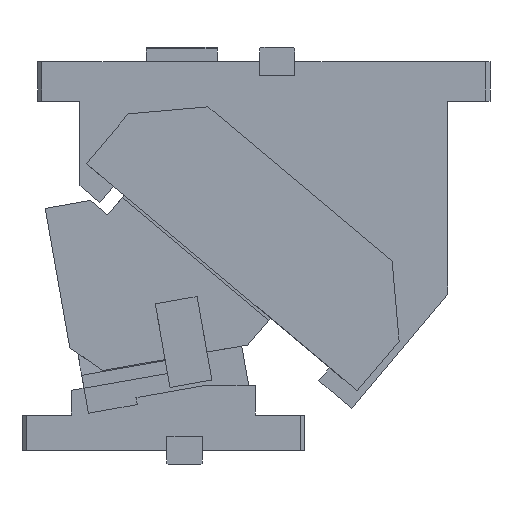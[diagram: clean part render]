
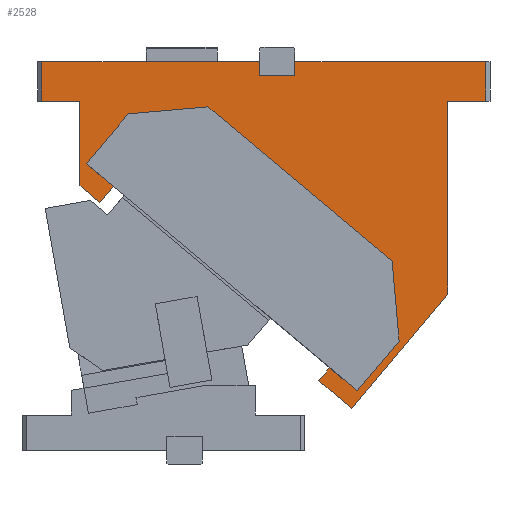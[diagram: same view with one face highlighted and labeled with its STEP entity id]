
A CAD part, left-side view. The second image highlights one B-rep face of the part: STEP entity #2528.
In plain terms, the highlighted planar face has unit normal (-1, 0, 0).
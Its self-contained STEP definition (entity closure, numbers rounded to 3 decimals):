
#933=CARTESIAN_POINT('Line Origine',(236.969,432.577,-215.271)) ;
#937=CARTESIAN_POINT('Vertex',(236.969,417.793,-197.652)) ;
#939=CARTESIAN_POINT('Vertex',(236.969,447.361,-232.89)) ;
#964=CARTESIAN_POINT('Line Origine',(236.969,420.258,-169.475)) ;
#968=CARTESIAN_POINT('Vertex',(236.969,422.723,-141.299)) ;
#992=CARTESIAN_POINT('Vertex',(236.969,552.95,-32.025)) ;
#995=CARTESIAN_POINT('Line Origine',(236.969,487.837,-86.662)) ;
#1012=CARTESIAN_POINT('Line Origine',(236.969,581.127,-34.49)) ;
#1016=CARTESIAN_POINT('Vertex',(236.969,609.304,-36.955)) ;
#1036=CARTESIAN_POINT('Line Origine',(236.969,624.088,-54.574)) ;
#1040=CARTESIAN_POINT('Vertex',(236.969,638.872,-72.193)) ;
#1060=CARTESIAN_POINT('Line Origine',(236.969,457.106,-224.713)) ;
#1064=CARTESIAN_POINT('Vertex',(236.969,466.851,-216.536)) ;
#1067=CARTESIAN_POINT('Line Origine',(236.969,629.328,-80.201)) ;
#1071=CARTESIAN_POINT('Vertex',(236.969,619.785,-88.209)) ;
#1181=CARTESIAN_POINT('Vertex',(236.969,474.62,-225.673)) ;
#1184=CARTESIAN_POINT('Line Origine',(236.969,470.735,-221.104)) ;
#1224=CARTESIAN_POINT('Vertex',(236.969,629.422,-99.694)) ;
#1227=CARTESIAN_POINT('Line Origine',(236.969,636.461,-93.788)) ;
#1231=CARTESIAN_POINT('Vertex',(236.969,643.5,-87.881)) ;
#1251=CARTESIAN_POINT('Line Origine',(236.969,643.5,-57.941)) ;
#1255=CARTESIAN_POINT('Vertex',(236.969,643.5,-28.)) ;
#1286=CARTESIAN_POINT('Vertex',(236.969,383.5,-28.)) ;
#1291=CARTESIAN_POINT('Line Origine',(236.969,383.5,-96.2)) ;
#1295=CARTESIAN_POINT('Vertex',(236.969,383.5,-164.401)) ;
#1322=CARTESIAN_POINT('Line Origine',(236.969,417.409,-204.813)) ;
#1326=CARTESIAN_POINT('Vertex',(236.969,451.319,-245.224)) ;
#1358=CARTESIAN_POINT('Line Origine',(236.969,462.969,-235.448)) ;
#1860=CARTESIAN_POINT('Vertex',(236.969,516.502,0.)) ;
#1863=CARTESIAN_POINT('Line Origine',(236.969,516.502,-5.)) ;
#1867=CARTESIAN_POINT('Vertex',(236.969,516.502,-10.)) ;
#1882=CARTESIAN_POINT('Line Origine',(236.969,504.002,-10.)) ;
#1886=CARTESIAN_POINT('Vertex',(236.969,491.502,-10.)) ;
#1908=CARTESIAN_POINT('Line Origine',(236.969,491.502,-5.)) ;
#1912=CARTESIAN_POINT('Vertex',(236.969,491.502,0.)) ;
#2310=CARTESIAN_POINT('Vertex',(236.969,670.5,-28.)) ;
#2313=CARTESIAN_POINT('Line Origine',(236.969,670.5,-122.612)) ;
#2317=CARTESIAN_POINT('Vertex',(236.969,670.5,0.)) ;
#2381=CARTESIAN_POINT('Line Origine',(236.969,657.,-28.)) ;
#2413=CARTESIAN_POINT('Line Origine',(236.969,593.501,0.)) ;
#2474=CARTESIAN_POINT('Axis2P3D Location',(236.969,497.767,-80.851)) ;
#2479=CARTESIAN_POINT('Line Origine',(236.969,356.5,-14.)) ;
#2483=CARTESIAN_POINT('Vertex',(236.969,356.5,-28.)) ;
#2485=CARTESIAN_POINT('Vertex',(236.969,356.5,0.)) ;
#2488=CARTESIAN_POINT('Line Origine',(236.969,424.001,0.)) ;
#2493=CARTESIAN_POINT('Line Origine',(236.969,624.604,-93.951)) ;
#2498=CARTESIAN_POINT('Line Origine',(236.969,370.,-28.)) ;
#934=DIRECTION('Vector Direction',(0.,0.643,-0.766)) ;
#965=DIRECTION('Vector Direction',(0.,-0.087,-0.996)) ;
#996=DIRECTION('Vector Direction',(0.,-0.766,-0.643)) ;
#1013=DIRECTION('Vector Direction',(0.,-0.996,0.087)) ;
#1037=DIRECTION('Vector Direction',(0.,-0.643,0.766)) ;
#1061=DIRECTION('Vector Direction',(0.,0.766,0.643)) ;
#1068=DIRECTION('Vector Direction',(0.,0.766,0.643)) ;
#1185=DIRECTION('Vector Direction',(0.,-0.648,0.762)) ;
#1228=DIRECTION('Vector Direction',(0.,0.766,0.643)) ;
#1252=DIRECTION('Vector Direction',(0.,0.,1.)) ;
#1292=DIRECTION('Vector Direction',(0.,0.,-1.)) ;
#1323=DIRECTION('Vector Direction',(0.,0.643,-0.766)) ;
#1359=DIRECTION('Vector Direction',(0.,0.766,0.643)) ;
#1864=DIRECTION('Vector Direction',(0.,0.,-1.)) ;
#1883=DIRECTION('Vector Direction',(0.,1.,0.)) ;
#1909=DIRECTION('Vector Direction',(0.,0.,-1.)) ;
#2314=DIRECTION('Vector Direction',(0.,0.,-1.)) ;
#2382=DIRECTION('Vector Direction',(0.,1.,0.)) ;
#2414=DIRECTION('Vector Direction',(0.,-1.,0.)) ;
#2475=DIRECTION('Axis2P3D Direction',(1.,0.,0.)) ;
#2476=DIRECTION('Axis2P3D XDirection',(0.,1.,0.)) ;
#2480=DIRECTION('Vector Direction',(0.,0.,1.)) ;
#2489=DIRECTION('Vector Direction',(0.,-1.,0.)) ;
#2494=DIRECTION('Vector Direction',(0.,0.643,-0.766)) ;
#2499=DIRECTION('Vector Direction',(0.,1.,0.)) ;
#2477=AXIS2_PLACEMENT_3D('Plane Axis2P3D',#2474,#2475,#2476) ;
#2504=ORIENTED_EDGE('',*,*,#2487,.T.) ;
#2505=ORIENTED_EDGE('',*,*,#2492,.F.) ;
#2506=ORIENTED_EDGE('',*,*,#1914,.T.) ;
#2507=ORIENTED_EDGE('',*,*,#1888,.F.) ;
#2508=ORIENTED_EDGE('',*,*,#1869,.F.) ;
#2509=ORIENTED_EDGE('',*,*,#2417,.F.) ;
#2510=ORIENTED_EDGE('',*,*,#2319,.T.) ;
#2511=ORIENTED_EDGE('',*,*,#2385,.F.) ;
#2512=ORIENTED_EDGE('',*,*,#1257,.F.) ;
#2513=ORIENTED_EDGE('',*,*,#1233,.F.) ;
#2514=ORIENTED_EDGE('',*,*,#2497,.F.) ;
#2515=ORIENTED_EDGE('',*,*,#1073,.T.) ;
#2516=ORIENTED_EDGE('',*,*,#1042,.T.) ;
#2517=ORIENTED_EDGE('',*,*,#1018,.T.) ;
#2518=ORIENTED_EDGE('',*,*,#999,.T.) ;
#2519=ORIENTED_EDGE('',*,*,#970,.T.) ;
#2520=ORIENTED_EDGE('',*,*,#941,.T.) ;
#2521=ORIENTED_EDGE('',*,*,#1066,.T.) ;
#2522=ORIENTED_EDGE('',*,*,#1188,.F.) ;
#2523=ORIENTED_EDGE('',*,*,#1362,.F.) ;
#2524=ORIENTED_EDGE('',*,*,#1328,.F.) ;
#2525=ORIENTED_EDGE('',*,*,#1297,.F.) ;
#2526=ORIENTED_EDGE('',*,*,#2502,.F.) ;
#935=VECTOR('Line Direction',#934,1.) ;
#966=VECTOR('Line Direction',#965,1.) ;
#997=VECTOR('Line Direction',#996,1.) ;
#1014=VECTOR('Line Direction',#1013,1.) ;
#1038=VECTOR('Line Direction',#1037,1.) ;
#1062=VECTOR('Line Direction',#1061,1.) ;
#1069=VECTOR('Line Direction',#1068,1.) ;
#1186=VECTOR('Line Direction',#1185,1.) ;
#1229=VECTOR('Line Direction',#1228,1.) ;
#1253=VECTOR('Line Direction',#1252,1.) ;
#1293=VECTOR('Line Direction',#1292,1.) ;
#1324=VECTOR('Line Direction',#1323,1.) ;
#1360=VECTOR('Line Direction',#1359,1.) ;
#1865=VECTOR('Line Direction',#1864,1.) ;
#1884=VECTOR('Line Direction',#1883,1.) ;
#1910=VECTOR('Line Direction',#1909,1.) ;
#2315=VECTOR('Line Direction',#2314,1.) ;
#2383=VECTOR('Line Direction',#2382,1.) ;
#2415=VECTOR('Line Direction',#2414,1.) ;
#2481=VECTOR('Line Direction',#2480,1.) ;
#2490=VECTOR('Line Direction',#2489,1.) ;
#2495=VECTOR('Line Direction',#2494,1.) ;
#2500=VECTOR('Line Direction',#2499,1.) ;
#2528=ADVANCED_FACE('CAM HOLDER',(#2527),#2478,.F.) ;
#941=EDGE_CURVE('',#938,#940,#936,.T.) ;
#970=EDGE_CURVE('',#969,#938,#967,.T.) ;
#999=EDGE_CURVE('',#993,#969,#998,.T.) ;
#1018=EDGE_CURVE('',#1017,#993,#1015,.T.) ;
#1042=EDGE_CURVE('',#1041,#1017,#1039,.T.) ;
#1066=EDGE_CURVE('',#940,#1065,#1063,.T.) ;
#1073=EDGE_CURVE('',#1072,#1041,#1070,.T.) ;
#1188=EDGE_CURVE('',#1182,#1065,#1187,.T.) ;
#1233=EDGE_CURVE('',#1225,#1232,#1230,.T.) ;
#1257=EDGE_CURVE('',#1232,#1256,#1254,.T.) ;
#1297=EDGE_CURVE('',#1287,#1296,#1294,.T.) ;
#1328=EDGE_CURVE('',#1296,#1327,#1325,.T.) ;
#1362=EDGE_CURVE('',#1327,#1182,#1361,.T.) ;
#1869=EDGE_CURVE('',#1861,#1868,#1866,.T.) ;
#1888=EDGE_CURVE('',#1868,#1887,#1885,.F.) ;
#1914=EDGE_CURVE('',#1913,#1887,#1911,.T.) ;
#2319=EDGE_CURVE('',#2318,#2311,#2316,.T.) ;
#2385=EDGE_CURVE('',#1256,#2311,#2384,.T.) ;
#2417=EDGE_CURVE('',#2318,#1861,#2416,.T.) ;
#2487=EDGE_CURVE('',#2484,#2486,#2482,.T.) ;
#2492=EDGE_CURVE('',#1913,#2486,#2491,.T.) ;
#2497=EDGE_CURVE('',#1072,#1225,#2496,.T.) ;
#2502=EDGE_CURVE('',#2484,#1287,#2501,.T.) ;
#2503=EDGE_LOOP('',(#2504,#2505,#2506,#2507,#2508,#2509,#2510,#2511,#2512,#2513,#2514,#2515,#2516,#2517,#2518,#2519,#2520,#2521,#2522,#2523,#2524,#2525,#2526)) ;
#2527=FACE_OUTER_BOUND('',#2503,.T.) ;
#936=LINE('Line',#933,#935) ;
#967=LINE('Line',#964,#966) ;
#998=LINE('Line',#995,#997) ;
#1015=LINE('Line',#1012,#1014) ;
#1039=LINE('Line',#1036,#1038) ;
#1063=LINE('Line',#1060,#1062) ;
#1070=LINE('Line',#1067,#1069) ;
#1187=LINE('Line',#1184,#1186) ;
#1230=LINE('Line',#1227,#1229) ;
#1254=LINE('Line',#1251,#1253) ;
#1294=LINE('Line',#1291,#1293) ;
#1325=LINE('Line',#1322,#1324) ;
#1361=LINE('Line',#1358,#1360) ;
#1866=LINE('Line',#1863,#1865) ;
#1885=LINE('Line',#1882,#1884) ;
#1911=LINE('Line',#1908,#1910) ;
#2316=LINE('Line',#2313,#2315) ;
#2384=LINE('Line',#2381,#2383) ;
#2416=LINE('Line',#2413,#2415) ;
#2482=LINE('Line',#2479,#2481) ;
#2491=LINE('Line',#2488,#2490) ;
#2496=LINE('Line',#2493,#2495) ;
#2501=LINE('Line',#2498,#2500) ;
#2478=PLANE('Plane',#2477) ;
#938=VERTEX_POINT('',#937) ;
#940=VERTEX_POINT('',#939) ;
#969=VERTEX_POINT('',#968) ;
#993=VERTEX_POINT('',#992) ;
#1017=VERTEX_POINT('',#1016) ;
#1041=VERTEX_POINT('',#1040) ;
#1065=VERTEX_POINT('',#1064) ;
#1072=VERTEX_POINT('',#1071) ;
#1182=VERTEX_POINT('',#1181) ;
#1225=VERTEX_POINT('',#1224) ;
#1232=VERTEX_POINT('',#1231) ;
#1256=VERTEX_POINT('',#1255) ;
#1287=VERTEX_POINT('',#1286) ;
#1296=VERTEX_POINT('',#1295) ;
#1327=VERTEX_POINT('',#1326) ;
#1861=VERTEX_POINT('',#1860) ;
#1868=VERTEX_POINT('',#1867) ;
#1887=VERTEX_POINT('',#1886) ;
#1913=VERTEX_POINT('',#1912) ;
#2311=VERTEX_POINT('',#2310) ;
#2318=VERTEX_POINT('',#2317) ;
#2484=VERTEX_POINT('',#2483) ;
#2486=VERTEX_POINT('',#2485) ;
